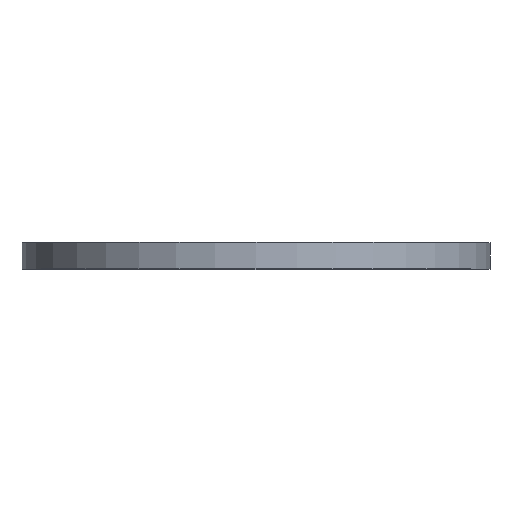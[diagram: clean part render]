
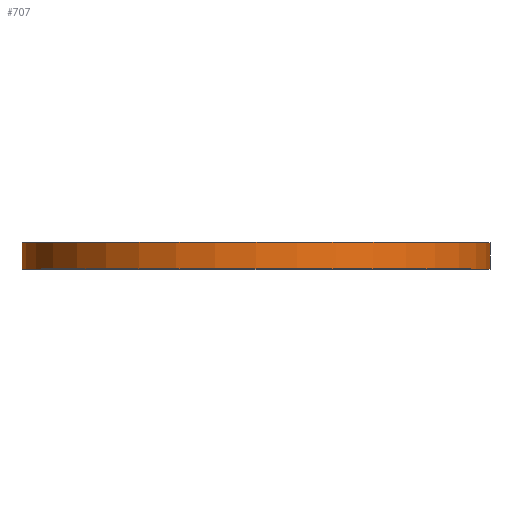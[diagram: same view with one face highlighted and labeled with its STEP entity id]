
A CAD part, top view. The second image highlights one B-rep face of the part: STEP entity #707.
In plain terms, the highlighted cylindrical face has radius 622.5 mm (diameter 1245 mm), a full revolution.
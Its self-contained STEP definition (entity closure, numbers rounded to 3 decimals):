
#105=FACE_OUTER_BOUND('',#166,.T.);
#166=EDGE_LOOP('',(#613,#614,#615,#616));
#226=LINE('',#1218,#256);
#256=VECTOR('',#1034,622.5);
#313=CIRCLE('',#814,622.5);
#316=CIRCLE('',#819,622.5);
#373=VERTEX_POINT('',#1207);
#376=VERTEX_POINT('',#1216);
#461=EDGE_CURVE('',#373,#373,#313,.T.);
#465=EDGE_CURVE('',#376,#376,#316,.T.);
#466=EDGE_CURVE('',#376,#373,#226,.T.);
#613=ORIENTED_EDGE('',*,*,#465,.F.);
#614=ORIENTED_EDGE('',*,*,#466,.T.);
#615=ORIENTED_EDGE('',*,*,#461,.F.);
#616=ORIENTED_EDGE('',*,*,#466,.F.);
#676=CYLINDRICAL_SURFACE('',#818,622.5);
#707=ADVANCED_FACE('',(#105),#676,.T.);
#814=AXIS2_PLACEMENT_3D('',#1208,#1021,#1022);
#818=AXIS2_PLACEMENT_3D('',#1215,#1030,#1031);
#819=AXIS2_PLACEMENT_3D('',#1217,#1032,#1033);
#1021=DIRECTION('center_axis',(0.,-1.,0.));
#1022=DIRECTION('ref_axis',(-1.,0.,0.));
#1030=DIRECTION('center_axis',(0.,1.,0.));
#1031=DIRECTION('ref_axis',(-1.,0.,0.));
#1032=DIRECTION('center_axis',(0.,1.,0.));
#1033=DIRECTION('ref_axis',(-1.,0.,0.));
#1034=DIRECTION('',(0.,-1.,0.));
#1207=CARTESIAN_POINT('',(622.5,-35.,0.));
#1208=CARTESIAN_POINT('Origin',(0.,-35.,0.));
#1215=CARTESIAN_POINT('Origin',(0.,0.,0.));
#1216=CARTESIAN_POINT('',(622.5,35.,0.));
#1217=CARTESIAN_POINT('Origin',(0.,35.,0.));
#1218=CARTESIAN_POINT('',(622.5,0.,0.));
